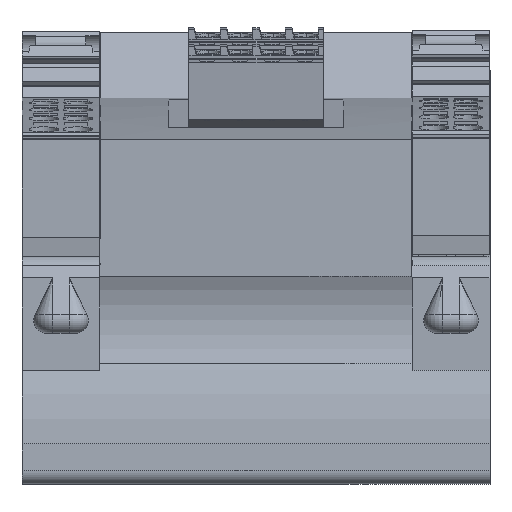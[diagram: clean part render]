
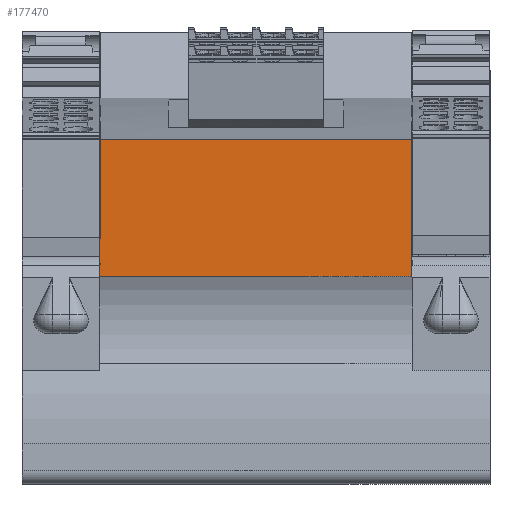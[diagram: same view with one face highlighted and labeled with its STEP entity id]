
A CAD part, front view. The second image highlights one B-rep face of the part: STEP entity #177470.
In plain terms, the highlighted face is planar.
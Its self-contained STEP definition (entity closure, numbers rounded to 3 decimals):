
#2810=CARTESIAN_POINT('',(-13.183,-0.037,
46.8));
#2820=DIRECTION('',(0.,1.,0.));
#2830=VECTOR('',#2820,1.);
#2840=LINE('',#2810,#2830);
#2850=CARTESIAN_POINT('',(-13.183,-67.671,
46.8));
#2860=VERTEX_POINT('',#2850);
#2870=CARTESIAN_POINT('',(-13.183,-47.726,
46.8));
#2880=VERTEX_POINT('',#2870);
#2890=EDGE_CURVE('',#2860,#2880,#2840,.T.);
#8780=CARTESIAN_POINT('',(-13.183,-46.427,46.8));
#8790=VERTEX_POINT('',#8780);
#8820=CARTESIAN_POINT('',(-13.183,-0.037,46.8));
#8830=DIRECTION('',(0.,-1.,0.));
#8840=VECTOR('',#8830,1.);
#8850=LINE('',#8820,#8840);
#8860=EDGE_CURVE('',#8790,#2880,#8850,.T.);
#103990=CARTESIAN_POINT('',(-13.183,-0.037,
-1.8));
#104000=DIRECTION('',(0.,1.,0.));
#104010=VECTOR('',#104000,1.);
#104020=LINE('',#103990,#104010);
#104030=CARTESIAN_POINT('',(-13.183,-47.726,
-1.8));
#104040=VERTEX_POINT('',#104030);
#104050=CARTESIAN_POINT('',(-13.183,-46.427,
-1.8));
#104060=VERTEX_POINT('',#104050);
#104070=EDGE_CURVE('',#104040,#104060,#104020,.T.);
#108000=CARTESIAN_POINT('',(-13.183,-67.671,
-1.8));
#108010=VERTEX_POINT('',#108000);
#108040=CARTESIAN_POINT('',(-13.183,-0.037,
-1.8));
#108050=DIRECTION('',(0.,1.,0.));
#108060=VECTOR('',#108050,1.);
#108070=LINE('',#108040,#108060);
#108080=EDGE_CURVE('',#108010,#104040,#108070,.T.);
#175370=CARTESIAN_POINT('',(-13.183,-46.427,
-1.8));
#175380=DIRECTION('',(0.,0.,1.));
#175390=VECTOR('',#175380,1.);
#175400=LINE('',#175370,#175390);
#175410=EDGE_CURVE('',#104060,#8790,#175400,.T.);
#177290=CARTESIAN_POINT('',(-13.183,-46.427,
-1.8));
#177300=DIRECTION('',(1.,0.,0.));
#177310=DIRECTION('',(0.,1.,0.));
#177320=AXIS2_PLACEMENT_3D('',#177290,#177300,#177310);
#177330=PLANE('',#177320);
#177340=ORIENTED_EDGE('',*,*,#108080,.T.);
#177350=CARTESIAN_POINT('',(-13.183,-67.671,
46.8));
#177360=DIRECTION('',(0.,0.,-1.));
#177370=VECTOR('',#177360,1.);
#177380=LINE('',#177350,#177370);
#177390=EDGE_CURVE('',#2860,#108010,#177380,.T.);
#177400=ORIENTED_EDGE('',*,*,#177390,.T.);
#177410=ORIENTED_EDGE('',*,*,#2890,.F.);
#177420=ORIENTED_EDGE('',*,*,#8860,.T.);
#177430=ORIENTED_EDGE('',*,*,#175410,.T.);
#177440=ORIENTED_EDGE('',*,*,#104070,.T.);
#177450=EDGE_LOOP('',(#177440,#177430,#177420,#177410,#177400,#177340));
#177460=FACE_OUTER_BOUND('',#177450,.T.);
#177470=ADVANCED_FACE('',(#177460),#177330,.T.);
